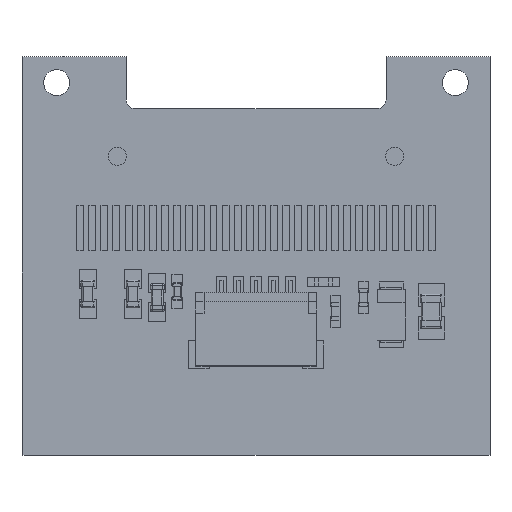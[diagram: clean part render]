
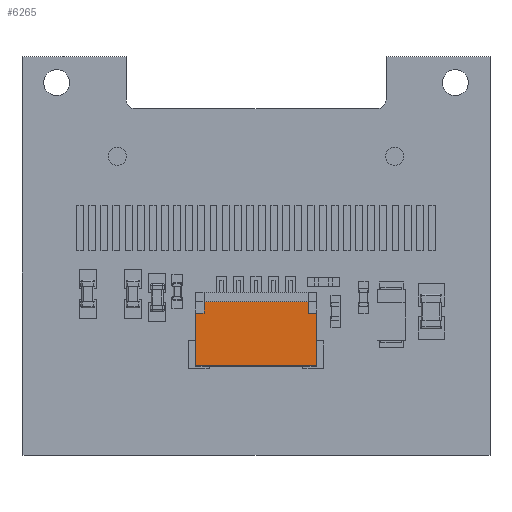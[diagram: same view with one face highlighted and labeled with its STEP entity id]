
A CAD part, top view. The second image highlights one B-rep face of the part: STEP entity #6265.
In plain terms, the highlighted planar face has unit normal (0, 0, 1).
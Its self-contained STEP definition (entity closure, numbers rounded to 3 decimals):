
#5336 = PLANE('',#5337);
#5337 = AXIS2_PLACEMENT_3D('',#5338,#5339,#5340);
#5338 = CARTESIAN_POINT('',(23.,15.15,3.555));
#5339 = DIRECTION('',(0.,1.,0.));
#5340 = DIRECTION('',(-1.,0.,0.));
#5609 = EDGE_CURVE('',#5610,#5612,#5614,.T.);
#5610 = VERTEX_POINT('',#5611);
#5611 = CARTESIAN_POINT('',(27.,15.15,3.495));
#5612 = VERTEX_POINT('',#5613);
#5613 = CARTESIAN_POINT('',(20.,15.15,3.495));
#5614 = SURFACE_CURVE('',#5615,(#5619,#5626),.PCURVE_S1.);
#5615 = LINE('',#5616,#5617);
#5616 = CARTESIAN_POINT('',(27.,15.15,3.495));
#5617 = VECTOR('',#5618,1.);
#5618 = DIRECTION('',(-1.,0.,0.));
#5619 = PCURVE('',#5336,#5620);
#5620 = DEFINITIONAL_REPRESENTATION('',(#5621),#5625);
#5621 = LINE('',#5622,#5623);
#5622 = CARTESIAN_POINT('',(-4.,-0.06));
#5623 = VECTOR('',#5624,1.);
#5624 = DIRECTION('',(1.,0.));
#5625 = ( GEOMETRIC_REPRESENTATION_CONTEXT(2) 
PARAMETRIC_REPRESENTATION_CONTEXT() REPRESENTATION_CONTEXT('2D SPACE',''
  ) );
#5626 = PCURVE('',#5627,#5632);
#5627 = PLANE('',#5628);
#5628 = AXIS2_PLACEMENT_3D('',#5629,#5630,#5631);
#5629 = CARTESIAN_POINT('',(23.5,17.911,3.495));
#5630 = DIRECTION('',(0.,0.,-1.));
#5631 = DIRECTION('',(1.,0.,0.));
#5632 = DEFINITIONAL_REPRESENTATION('',(#5633),#5637);
#5633 = LINE('',#5634,#5635);
#5634 = CARTESIAN_POINT('',(3.5,2.761));
#5635 = VECTOR('',#5636,1.);
#5636 = DIRECTION('',(-1.,0.));
#5637 = ( GEOMETRIC_REPRESENTATION_CONTEXT(2) 
PARAMETRIC_REPRESENTATION_CONTEXT() REPRESENTATION_CONTEXT('2D SPACE',''
  ) );
#5655 = PLANE('',#5656);
#5656 = AXIS2_PLACEMENT_3D('',#5657,#5658,#5659);
#5657 = CARTESIAN_POINT('',(27.,19.4,3.555));
#5658 = DIRECTION('',(-1.,0.,0.));
#5659 = DIRECTION('',(0.,0.,-1.));
#5867 = PLANE('',#5868);
#5868 = AXIS2_PLACEMENT_3D('',#5869,#5870,#5871);
#5869 = CARTESIAN_POINT('',(20.,19.4,3.555));
#5870 = DIRECTION('',(1.,0.,0.));
#5871 = DIRECTION('',(0.,1.,0.));
#6265 = ADVANCED_FACE('',(#6266),#5627,.F.);
#6266 = FACE_BOUND('',#6267,.F.);
#6267 = EDGE_LOOP('',(#6268,#6269,#6292,#6320,#6348,#6376,#6404,#6432));
#6268 = ORIENTED_EDGE('',*,*,#5609,.T.);
#6269 = ORIENTED_EDGE('',*,*,#6270,.F.);
#6270 = EDGE_CURVE('',#6271,#5612,#6273,.T.);
#6271 = VERTEX_POINT('',#6272);
#6272 = CARTESIAN_POINT('',(20.,18.201,3.495));
#6273 = SURFACE_CURVE('',#6274,(#6278,#6285),.PCURVE_S1.);
#6274 = LINE('',#6275,#6276);
#6275 = CARTESIAN_POINT('',(20.,18.201,3.495));
#6276 = VECTOR('',#6277,1.);
#6277 = DIRECTION('',(0.,-1.,0.));
#6278 = PCURVE('',#5627,#6279);
#6279 = DEFINITIONAL_REPRESENTATION('',(#6280),#6284);
#6280 = LINE('',#6281,#6282);
#6281 = CARTESIAN_POINT('',(-3.5,-0.29));
#6282 = VECTOR('',#6283,1.);
#6283 = DIRECTION('',(0.,1.));
#6284 = ( GEOMETRIC_REPRESENTATION_CONTEXT(2) 
PARAMETRIC_REPRESENTATION_CONTEXT() REPRESENTATION_CONTEXT('2D SPACE',''
  ) );
#6285 = PCURVE('',#5867,#6286);
#6286 = DEFINITIONAL_REPRESENTATION('',(#6287),#6291);
#6287 = LINE('',#6288,#6289);
#6288 = CARTESIAN_POINT('',(-1.199,-0.06));
#6289 = VECTOR('',#6290,1.);
#6290 = DIRECTION('',(-1.,0.));
#6291 = ( GEOMETRIC_REPRESENTATION_CONTEXT(2) 
PARAMETRIC_REPRESENTATION_CONTEXT() REPRESENTATION_CONTEXT('2D SPACE',''
  ) );
#6292 = ORIENTED_EDGE('',*,*,#6293,.F.);
#6293 = EDGE_CURVE('',#6294,#6271,#6296,.T.);
#6294 = VERTEX_POINT('',#6295);
#6295 = CARTESIAN_POINT('',(20.5,18.201,3.495));
#6296 = SURFACE_CURVE('',#6297,(#6301,#6308),.PCURVE_S1.);
#6297 = LINE('',#6298,#6299);
#6298 = CARTESIAN_POINT('',(20.5,18.201,3.495));
#6299 = VECTOR('',#6300,1.);
#6300 = DIRECTION('',(-1.,0.,0.));
#6301 = PCURVE('',#5627,#6302);
#6302 = DEFINITIONAL_REPRESENTATION('',(#6303),#6307);
#6303 = LINE('',#6304,#6305);
#6304 = CARTESIAN_POINT('',(-3.,-0.29));
#6305 = VECTOR('',#6306,1.);
#6306 = DIRECTION('',(-1.,0.));
#6307 = ( GEOMETRIC_REPRESENTATION_CONTEXT(2) 
PARAMETRIC_REPRESENTATION_CONTEXT() REPRESENTATION_CONTEXT('2D SPACE',''
  ) );
#6308 = PCURVE('',#6309,#6314);
#6309 = PLANE('',#6310);
#6310 = AXIS2_PLACEMENT_3D('',#6311,#6312,#6313);
#6311 = CARTESIAN_POINT('',(20.,18.201,3.555));
#6312 = DIRECTION('',(0.,1.,0.));
#6313 = DIRECTION('',(0.,0.,-1.));
#6314 = DEFINITIONAL_REPRESENTATION('',(#6315),#6319);
#6315 = LINE('',#6316,#6317);
#6316 = CARTESIAN_POINT('',(0.06,-0.5));
#6317 = VECTOR('',#6318,1.);
#6318 = DIRECTION('',(0.,1.));
#6319 = ( GEOMETRIC_REPRESENTATION_CONTEXT(2) 
PARAMETRIC_REPRESENTATION_CONTEXT() REPRESENTATION_CONTEXT('2D SPACE',''
  ) );
#6320 = ORIENTED_EDGE('',*,*,#6321,.T.);
#6321 = EDGE_CURVE('',#6294,#6322,#6324,.T.);
#6322 = VERTEX_POINT('',#6323);
#6323 = CARTESIAN_POINT('',(20.5,18.85,3.495));
#6324 = SURFACE_CURVE('',#6325,(#6329,#6336),.PCURVE_S1.);
#6325 = LINE('',#6326,#6327);
#6326 = CARTESIAN_POINT('',(20.5,18.656,3.495));
#6327 = VECTOR('',#6328,1.);
#6328 = DIRECTION('',(0.,1.,0.));
#6329 = PCURVE('',#5627,#6330);
#6330 = DEFINITIONAL_REPRESENTATION('',(#6331),#6335);
#6331 = LINE('',#6332,#6333);
#6332 = CARTESIAN_POINT('',(-3.,-0.744));
#6333 = VECTOR('',#6334,1.);
#6334 = DIRECTION('',(0.,-1.));
#6335 = ( GEOMETRIC_REPRESENTATION_CONTEXT(2) 
PARAMETRIC_REPRESENTATION_CONTEXT() REPRESENTATION_CONTEXT('2D SPACE',''
  ) );
#6336 = PCURVE('',#6337,#6342);
#6337 = PLANE('',#6338);
#6338 = AXIS2_PLACEMENT_3D('',#6339,#6340,#6341);
#6339 = CARTESIAN_POINT('',(20.5,19.4,3.055));
#6340 = DIRECTION('',(1.,0.,0.));
#6341 = DIRECTION('',(0.,0.,-1.));
#6342 = DEFINITIONAL_REPRESENTATION('',(#6343),#6347);
#6343 = LINE('',#6344,#6345);
#6344 = CARTESIAN_POINT('',(-0.44,-0.744));
#6345 = VECTOR('',#6346,1.);
#6346 = DIRECTION('',(0.,1.));
#6347 = ( GEOMETRIC_REPRESENTATION_CONTEXT(2) 
PARAMETRIC_REPRESENTATION_CONTEXT() REPRESENTATION_CONTEXT('2D SPACE',''
  ) );
#6348 = ORIENTED_EDGE('',*,*,#6349,.F.);
#6349 = EDGE_CURVE('',#6350,#6322,#6352,.T.);
#6350 = VERTEX_POINT('',#6351);
#6351 = CARTESIAN_POINT('',(26.5,18.85,3.495));
#6352 = SURFACE_CURVE('',#6353,(#6357,#6364),.PCURVE_S1.);
#6353 = LINE('',#6354,#6355);
#6354 = CARTESIAN_POINT('',(26.5,18.85,3.495));
#6355 = VECTOR('',#6356,1.);
#6356 = DIRECTION('',(-1.,0.,0.));
#6357 = PCURVE('',#5627,#6358);
#6358 = DEFINITIONAL_REPRESENTATION('',(#6359),#6363);
#6359 = LINE('',#6360,#6361);
#6360 = CARTESIAN_POINT('',(3.,-0.939));
#6361 = VECTOR('',#6362,1.);
#6362 = DIRECTION('',(-1.,0.));
#6363 = ( GEOMETRIC_REPRESENTATION_CONTEXT(2) 
PARAMETRIC_REPRESENTATION_CONTEXT() REPRESENTATION_CONTEXT('2D SPACE',''
  ) );
#6364 = PCURVE('',#6365,#6370);
#6365 = PLANE('',#6366);
#6366 = AXIS2_PLACEMENT_3D('',#6367,#6368,#6369);
#6367 = CARTESIAN_POINT('',(23.5,18.85,3.055));
#6368 = DIRECTION('',(0.,-1.,0.));
#6369 = DIRECTION('',(0.,0.,1.));
#6370 = DEFINITIONAL_REPRESENTATION('',(#6371),#6375);
#6371 = LINE('',#6372,#6373);
#6372 = CARTESIAN_POINT('',(0.44,-3.));
#6373 = VECTOR('',#6374,1.);
#6374 = DIRECTION('',(0.,1.));
#6375 = ( GEOMETRIC_REPRESENTATION_CONTEXT(2) 
PARAMETRIC_REPRESENTATION_CONTEXT() REPRESENTATION_CONTEXT('2D SPACE',''
  ) );
#6376 = ORIENTED_EDGE('',*,*,#6377,.F.);
#6377 = EDGE_CURVE('',#6378,#6350,#6380,.T.);
#6378 = VERTEX_POINT('',#6379);
#6379 = CARTESIAN_POINT('',(26.5,18.201,3.495));
#6380 = SURFACE_CURVE('',#6381,(#6385,#6392),.PCURVE_S1.);
#6381 = LINE('',#6382,#6383);
#6382 = CARTESIAN_POINT('',(26.5,18.656,3.495));
#6383 = VECTOR('',#6384,1.);
#6384 = DIRECTION('',(0.,1.,0.));
#6385 = PCURVE('',#5627,#6386);
#6386 = DEFINITIONAL_REPRESENTATION('',(#6387),#6391);
#6387 = LINE('',#6388,#6389);
#6388 = CARTESIAN_POINT('',(3.,-0.744));
#6389 = VECTOR('',#6390,1.);
#6390 = DIRECTION('',(0.,-1.));
#6391 = ( GEOMETRIC_REPRESENTATION_CONTEXT(2) 
PARAMETRIC_REPRESENTATION_CONTEXT() REPRESENTATION_CONTEXT('2D SPACE',''
  ) );
#6392 = PCURVE('',#6393,#6398);
#6393 = PLANE('',#6394);
#6394 = AXIS2_PLACEMENT_3D('',#6395,#6396,#6397);
#6395 = CARTESIAN_POINT('',(26.5,19.4,3.055));
#6396 = DIRECTION('',(-1.,0.,0.));
#6397 = DIRECTION('',(0.,0.,-1.));
#6398 = DEFINITIONAL_REPRESENTATION('',(#6399),#6403);
#6399 = LINE('',#6400,#6401);
#6400 = CARTESIAN_POINT('',(-0.44,0.744));
#6401 = VECTOR('',#6402,1.);
#6402 = DIRECTION('',(0.,-1.));
#6403 = ( GEOMETRIC_REPRESENTATION_CONTEXT(2) 
PARAMETRIC_REPRESENTATION_CONTEXT() REPRESENTATION_CONTEXT('2D SPACE',''
  ) );
#6404 = ORIENTED_EDGE('',*,*,#6405,.F.);
#6405 = EDGE_CURVE('',#6406,#6378,#6408,.T.);
#6406 = VERTEX_POINT('',#6407);
#6407 = CARTESIAN_POINT('',(27.,18.201,3.495));
#6408 = SURFACE_CURVE('',#6409,(#6413,#6420),.PCURVE_S1.);
#6409 = LINE('',#6410,#6411);
#6410 = CARTESIAN_POINT('',(27.,18.201,3.495));
#6411 = VECTOR('',#6412,1.);
#6412 = DIRECTION('',(-1.,0.,0.));
#6413 = PCURVE('',#5627,#6414);
#6414 = DEFINITIONAL_REPRESENTATION('',(#6415),#6419);
#6415 = LINE('',#6416,#6417);
#6416 = CARTESIAN_POINT('',(3.5,-0.29));
#6417 = VECTOR('',#6418,1.);
#6418 = DIRECTION('',(-1.,0.));
#6419 = ( GEOMETRIC_REPRESENTATION_CONTEXT(2) 
PARAMETRIC_REPRESENTATION_CONTEXT() REPRESENTATION_CONTEXT('2D SPACE',''
  ) );
#6420 = PCURVE('',#6421,#6426);
#6421 = PLANE('',#6422);
#6422 = AXIS2_PLACEMENT_3D('',#6423,#6424,#6425);
#6423 = CARTESIAN_POINT('',(27.,18.201,3.555));
#6424 = DIRECTION('',(0.,1.,0.));
#6425 = DIRECTION('',(0.,0.,1.));
#6426 = DEFINITIONAL_REPRESENTATION('',(#6427),#6431);
#6427 = LINE('',#6428,#6429);
#6428 = CARTESIAN_POINT('',(-0.06,0.));
#6429 = VECTOR('',#6430,1.);
#6430 = DIRECTION('',(0.,-1.));
#6431 = ( GEOMETRIC_REPRESENTATION_CONTEXT(2) 
PARAMETRIC_REPRESENTATION_CONTEXT() REPRESENTATION_CONTEXT('2D SPACE',''
  ) );
#6432 = ORIENTED_EDGE('',*,*,#6433,.F.);
#6433 = EDGE_CURVE('',#5610,#6406,#6434,.T.);
#6434 = SURFACE_CURVE('',#6435,(#6439,#6446),.PCURVE_S1.);
#6435 = LINE('',#6436,#6437);
#6436 = CARTESIAN_POINT('',(27.,15.15,3.495));
#6437 = VECTOR('',#6438,1.);
#6438 = DIRECTION('',(0.,1.,0.));
#6439 = PCURVE('',#5627,#6440);
#6440 = DEFINITIONAL_REPRESENTATION('',(#6441),#6445);
#6441 = LINE('',#6442,#6443);
#6442 = CARTESIAN_POINT('',(3.5,2.761));
#6443 = VECTOR('',#6444,1.);
#6444 = DIRECTION('',(0.,-1.));
#6445 = ( GEOMETRIC_REPRESENTATION_CONTEXT(2) 
PARAMETRIC_REPRESENTATION_CONTEXT() REPRESENTATION_CONTEXT('2D SPACE',''
  ) );
#6446 = PCURVE('',#5655,#6447);
#6447 = DEFINITIONAL_REPRESENTATION('',(#6448),#6452);
#6448 = LINE('',#6449,#6450);
#6449 = CARTESIAN_POINT('',(0.06,4.25));
#6450 = VECTOR('',#6451,1.);
#6451 = DIRECTION('',(0.,-1.));
#6452 = ( GEOMETRIC_REPRESENTATION_CONTEXT(2) 
PARAMETRIC_REPRESENTATION_CONTEXT() REPRESENTATION_CONTEXT('2D SPACE',''
  ) );
